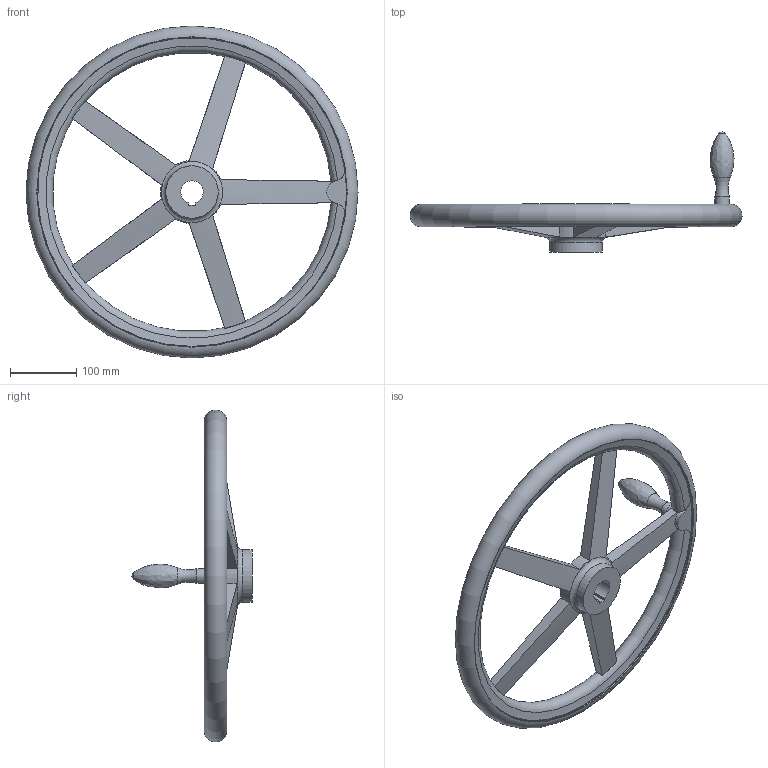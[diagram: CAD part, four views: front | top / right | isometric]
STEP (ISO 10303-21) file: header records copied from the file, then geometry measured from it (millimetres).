
FILE_DESCRIPTION( ( 'STEP AP214' ), '1' );
FILE_NAME( 'K0671.3500X34.stp', '2020-12-09T11:01:35', ( '' ), ( '' ), ' ', 'PARTsolutions', ' ' );
FILE_SCHEMA( ( 'AUTOMOTIVE_DESIGN { 1 0 10303 214 1 1 1 1 }' ) );
Length unit declared in the file: millimetre
Products named in the file (1): _K0671.3500X34
Bounding box: 499.91 x 180.94 x 499.91 mm (x, y, z)
Volume: 2154108.6 mm3; surface area: 289129.9 mm2
Topology: 1 solids, 1 shells, 61 faces, 183 edges, 118 vertices
Faces by surface type: torus 21, cylinder 17, plane 17, cone 4, bspline 1, sphere 1
Full cylindrical faces by diameter (mm): 22 x1, 79 x2, 466 x2
Entity records: 2999 total; most frequent: CARTESIAN_POINT 1021, ORIENTED_EDGE 320, DIRECTION 274, EDGE_CURVE 160, AXIS2_PLACEMENT_3D 125, VERTEX_POINT 114, EDGE_LOOP 84, FACE_OUTER_BOUND 75
